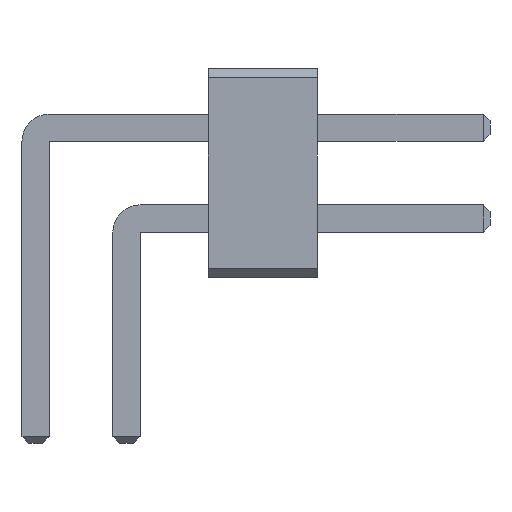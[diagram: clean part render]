
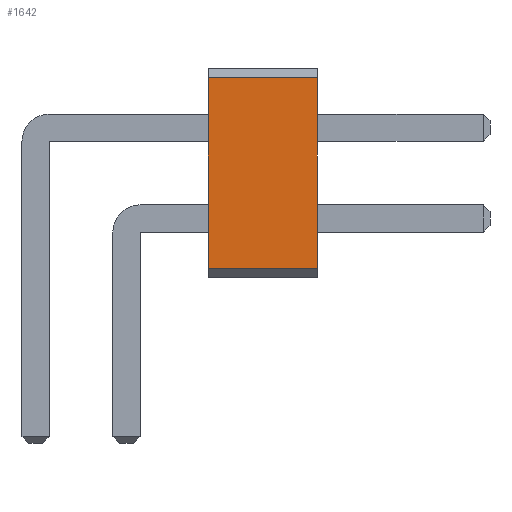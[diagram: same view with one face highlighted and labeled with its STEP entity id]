
A CAD part, front view. The second image highlights one B-rep face of the part: STEP entity #1642.
In plain terms, the highlighted planar face has unit normal (0, -1, 0).
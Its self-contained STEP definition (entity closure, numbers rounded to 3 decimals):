
#13=DIRECTION('',(0.,0.,1.));
#27=VECTOR('',#28,1.);
#28=DIRECTION('',(1.,0.,0.));
#57=DIRECTION('',(0.,-1.,0.));
#1629=VERTEX_POINT('',#1630);
#1630=CARTESIAN_POINT('',(3.1,-27.5,0.1));
#1633=EDGE_CURVE('',#1634,#1629,#1636,.T.);
#1634=VERTEX_POINT('',#1635);
#1635=CARTESIAN_POINT('',(1.9,-27.5,0.1));
#1636=LINE('',#1635,#27);
#1642=ADVANCED_FACE('',(#1643),#1660,.T.);
#1643=FACE_BOUND('',#1644,.T.);
#1644=EDGE_LOOP('',(#1645,#1646,#1652,#1657));
#1645=ORIENTED_EDGE('',*,*,#1633,.T.);
#1646=ORIENTED_EDGE('',*,*,#1647,.T.);
#1647=EDGE_CURVE('',#1629,#1648,#1650,.T.);
#1648=VERTEX_POINT('',#1649);
#1649=CARTESIAN_POINT('',(3.1,-27.5,2.2));
#1650=LINE('',#1630,#1651);
#1651=VECTOR('',#13,1.);
#1652=ORIENTED_EDGE('',*,*,#1653,.F.);
#1653=EDGE_CURVE('',#1654,#1648,#1656,.T.);
#1654=VERTEX_POINT('',#1655);
#1655=CARTESIAN_POINT('',(1.9,-27.5,2.2));
#1656=LINE('',#1655,#27);
#1657=ORIENTED_EDGE('',*,*,#1658,.F.);
#1658=EDGE_CURVE('',#1634,#1654,#1659,.T.);
#1659=LINE('',#1635,#1651);
#1660=PLANE('',#1661);
#1661=AXIS2_PLACEMENT_3D('',#1635,#57,#13);
